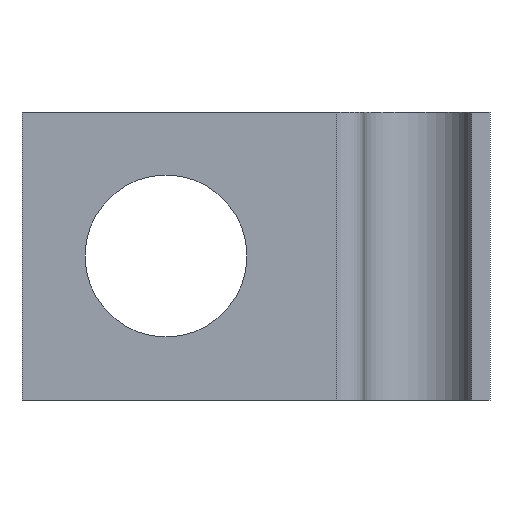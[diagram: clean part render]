
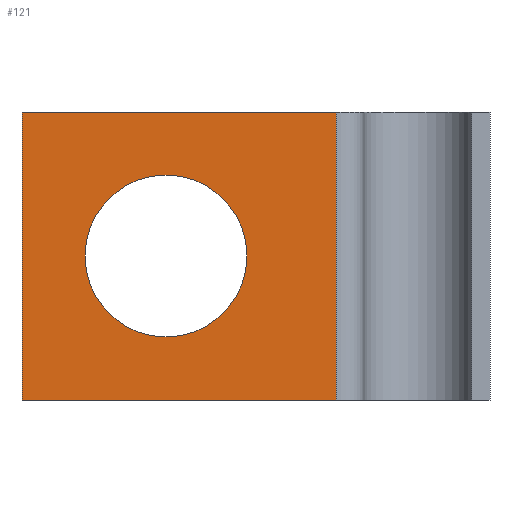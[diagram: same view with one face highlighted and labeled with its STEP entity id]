
A CAD part, front view. The second image highlights one B-rep face of the part: STEP entity #121.
In plain terms, the highlighted planar face has unit normal (0, -1, 0).
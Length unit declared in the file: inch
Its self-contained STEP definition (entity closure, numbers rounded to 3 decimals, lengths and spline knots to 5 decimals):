
#5 = DIRECTION ( 'NONE',  ( 0., 0., 1. ) ) ;
#12 = VECTOR ( 'NONE', #522, 39.37008 ) ;
#19 = VERTEX_POINT ( 'NONE', #545 ) ;
#21 = EDGE_CURVE ( 'NONE', #350, #389, #172, .T. ) ;
#30 = CARTESIAN_POINT ( 'NONE',  ( 0.25, 0., 0. ) ) ;
#59 = VECTOR ( 'NONE', #329, 39.37008 ) ;
#89 = EDGE_LOOP ( 'NONE', ( #210, #515 ) ) ;
#95 = LINE ( 'NONE', #514, #533 ) ;
#103 = FACE_OUTER_BOUND ( 'NONE', #165, .T. ) ;
#112 = ORIENTED_EDGE ( 'NONE', *, *, #21, .F. ) ;
#114 = PLANE ( 'NONE',  #453 ) ;
#121 = ADVANCED_FACE ( 'NONE', ( #552, #103 ), #114, .F. ) ;
#135 = DIRECTION ( 'NONE',  ( 0., -1., 0. ) ) ;
#139 = CIRCLE ( 'NONE', #378, 0.1405 ) ;
#145 = ORIENTED_EDGE ( 'NONE', *, *, #312, .F. ) ;
#157 = EDGE_CURVE ( 'NONE', #350, #253, #95, .T. ) ;
#165 = EDGE_LOOP ( 'NONE', ( #180, #145, #112, #215 ) ) ;
#172 = LINE ( 'NONE', #286, #59 ) ;
#176 = DIRECTION ( 'NONE',  ( 0., 1., 0. ) ) ;
#178 = CIRCLE ( 'NONE', #437, 0.1405 ) ;
#179 = VERTEX_POINT ( 'NONE', #422 ) ;
#180 = ORIENTED_EDGE ( 'NONE', *, *, #547, .T. ) ;
#184 = VECTOR ( 'NONE', #196, 39.37008 ) ;
#196 = DIRECTION ( 'NONE',  ( 1., 0., 0. ) ) ;
#199 = EDGE_CURVE ( 'NONE', #19, #342, #178, .T. ) ;
#210 = ORIENTED_EDGE ( 'NONE', *, *, #267, .F. ) ;
#215 = ORIENTED_EDGE ( 'NONE', *, *, #157, .T. ) ;
#219 = CARTESIAN_POINT ( 'NONE',  ( 0.5455, 0., 0.25 ) ) ;
#251 = CARTESIAN_POINT ( 'NONE',  ( 0.25, 0., 0.1405 ) ) ;
#253 = VERTEX_POINT ( 'NONE', #452 ) ;
#257 = DIRECTION ( 'NONE',  ( 0., 0., 1. ) ) ;
#267 = EDGE_CURVE ( 'NONE', #342, #19, #139, .T. ) ;
#268 = CARTESIAN_POINT ( 'NONE',  ( 0.5455, 0., 0.25 ) ) ;
#276 = CARTESIAN_POINT ( 'NONE',  ( 0., 0., -0.25 ) ) ;
#282 = LINE ( 'NONE', #276, #184 ) ;
#286 = CARTESIAN_POINT ( 'NONE',  ( 0., 0., 0.25 ) ) ;
#295 = DIRECTION ( 'NONE',  ( 0., 0., -1. ) ) ;
#312 = EDGE_CURVE ( 'NONE', #389, #179, #446, .T. ) ;
#322 = CARTESIAN_POINT ( 'NONE',  ( 0., 0., 0.25 ) ) ;
#329 = DIRECTION ( 'NONE',  ( 1., 0., 0. ) ) ;
#334 = CARTESIAN_POINT ( 'NONE',  ( 0., 0., 0.25 ) ) ;
#342 = VERTEX_POINT ( 'NONE', #251 ) ;
#350 = VERTEX_POINT ( 'NONE', #334 ) ;
#378 = AXIS2_PLACEMENT_3D ( 'NONE', #30, #135, #257 ) ;
#389 = VERTEX_POINT ( 'NONE', #268 ) ;
#422 = CARTESIAN_POINT ( 'NONE',  ( 0.5455, 0., -0.25 ) ) ;
#437 = AXIS2_PLACEMENT_3D ( 'NONE', #550, #546, #455 ) ;
#446 = LINE ( 'NONE', #219, #12 ) ;
#452 = CARTESIAN_POINT ( 'NONE',  ( 0., 0., -0.25 ) ) ;
#453 = AXIS2_PLACEMENT_3D ( 'NONE', #322, #176, #5 ) ;
#455 = DIRECTION ( 'NONE',  ( 0., 0., 1. ) ) ;
#514 = CARTESIAN_POINT ( 'NONE',  ( 0., 0., 0.25 ) ) ;
#515 = ORIENTED_EDGE ( 'NONE', *, *, #199, .F. ) ;
#522 = DIRECTION ( 'NONE',  ( 0., 0., -1. ) ) ;
#533 = VECTOR ( 'NONE', #295, 39.37008 ) ;
#545 = CARTESIAN_POINT ( 'NONE',  ( 0.25, 0., -0.1405 ) ) ;
#546 = DIRECTION ( 'NONE',  ( 0., -1., 0. ) ) ;
#547 = EDGE_CURVE ( 'NONE', #253, #179, #282, .T. ) ;
#550 = CARTESIAN_POINT ( 'NONE',  ( 0.25, 0., 0. ) ) ;
#552 = FACE_BOUND ( 'NONE', #89, .T. ) ;
